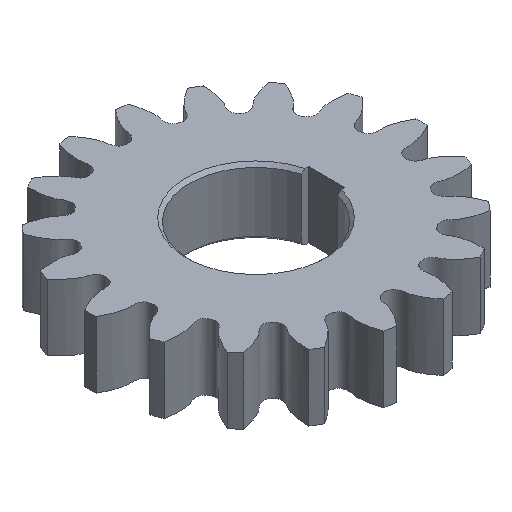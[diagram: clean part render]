
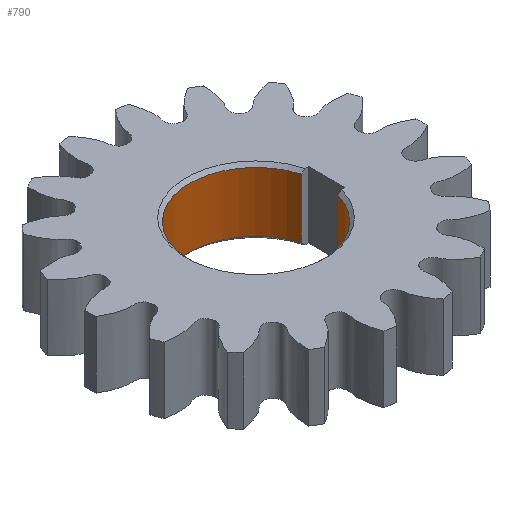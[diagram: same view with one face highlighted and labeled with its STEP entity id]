
A CAD part, isometric view. The second image highlights one B-rep face of the part: STEP entity #790.
In plain terms, the highlighted cylindrical face has radius 6 mm (diameter 12 mm), a partial arc.
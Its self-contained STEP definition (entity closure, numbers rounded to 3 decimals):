
#74=CYLINDRICAL_SURFACE('',#859,6.);
#93=LINE('',#1117,#139);
#97=LINE('',#1129,#143);
#139=VECTOR('',#931,1.5);
#143=VECTOR('',#937,1.5);
#192=FACE_OUTER_BOUND('',#236,.T.);
#236=EDGE_LOOP('',(#544,#545,#546,#547));
#281=CIRCLE('',#857,6.);
#282=CIRCLE('',#860,6.);
#324=VERTEX_POINT('',#1103);
#327=VERTEX_POINT('',#1110);
#328=VERTEX_POINT('',#1116);
#332=VERTEX_POINT('',#1128);
#411=EDGE_CURVE('',#327,#324,#281,.T.);
#412=EDGE_CURVE('',#328,#324,#93,.T.);
#417=EDGE_CURVE('',#332,#327,#97,.T.);
#418=EDGE_CURVE('',#328,#332,#282,.T.);
#544=ORIENTED_EDGE('',*,*,#411,.F.);
#545=ORIENTED_EDGE('',*,*,#417,.F.);
#546=ORIENTED_EDGE('',*,*,#418,.F.);
#547=ORIENTED_EDGE('',*,*,#412,.T.);
#790=ADVANCED_FACE('',(#192),#74,.F.);
#857=AXIS2_PLACEMENT_3D('',#1114,#927,#928);
#859=AXIS2_PLACEMENT_3D('',#1127,#935,#936);
#860=AXIS2_PLACEMENT_3D('',#1130,#938,#939);
#927=DIRECTION('center_axis',(0.,0.,1.));
#928=DIRECTION('ref_axis',(-0.961,-0.275,0.));
#931=DIRECTION('',(0.,0.,-1.));
#935=DIRECTION('center_axis',(0.,0.,-1.));
#936=DIRECTION('ref_axis',(-1.,0.,0.));
#937=DIRECTION('',(0.,0.,-1.));
#938=DIRECTION('center_axis',(0.,0.,-1.));
#939=DIRECTION('ref_axis',(-0.961,-0.275,0.));
#1103=CARTESIAN_POINT('',(5.769,-1.65,-39.7));
#1110=CARTESIAN_POINT('',(5.769,1.65,-39.7));
#1114=CARTESIAN_POINT('Origin',(0.,0.,-39.7));
#1116=CARTESIAN_POINT('',(5.769,-1.65,-34.3));
#1117=CARTESIAN_POINT('',(5.769,-1.65,-34.));
#1127=CARTESIAN_POINT('Origin',(0.,0.,-34.));
#1128=CARTESIAN_POINT('',(5.769,1.65,-34.3));
#1129=CARTESIAN_POINT('',(5.769,1.65,-34.));
#1130=CARTESIAN_POINT('Origin',(0.,0.,-34.3));
